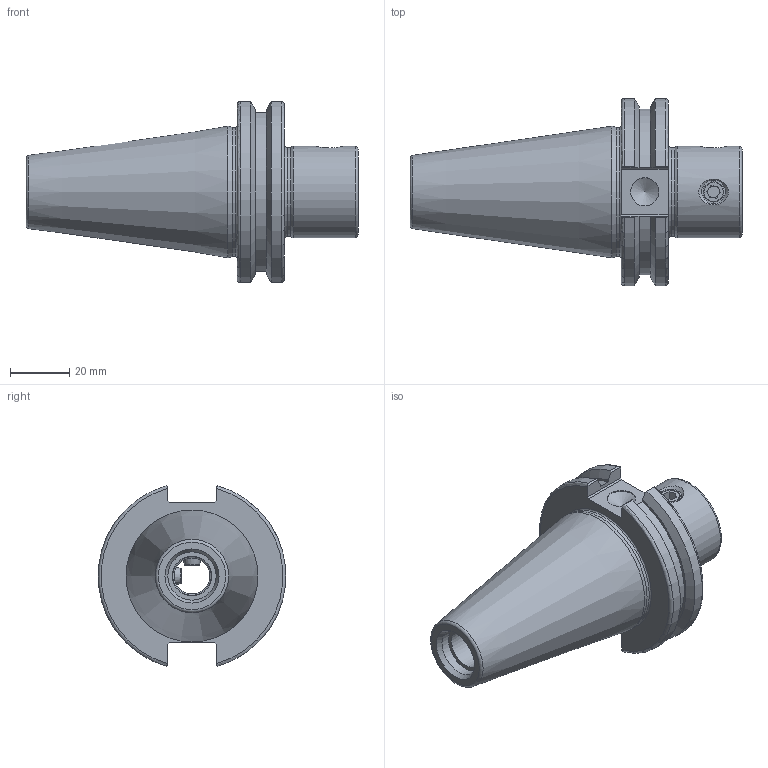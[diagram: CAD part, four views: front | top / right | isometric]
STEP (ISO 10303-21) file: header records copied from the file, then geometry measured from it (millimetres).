
FILE_DESCRIPTION(/* description */ (''),/* implementation_level */ '2;1');
FILE_NAME(/* name */ 'CAT40-S18-44.stp',/* time_stamp */ '2022-07-29T16:15:27+09:00',/* author */ ('eos'),/* organization */ (''),/* preprocessor_version */ 'ST-DEVELOPER v18.1',/* originating_system */ 'Autodesk Inventor 2022',/* authorisation */ '');
FILE_SCHEMA (('AUTOMOTIVE_DESIGN { 1 0 10303 214 3 1 1 }'));
Products named in the file (3): CAT40-S18-44; CAT50; M10x1.0x16.5L
Assembly tree (3 placements, depth 2):
  CAT40-S18-44
    CAT50
    M10x1.0x16.5L  x2
Bounding box: 112.25 x 63.26 x 61.09 mm (x, y, z)
Volume: 114557.3 mm3; surface area: 24746.1 mm2
Topology: 3 solids, 3 shells, 115 faces, 280 edges, 177 vertices
Faces by surface type: plane 59, cylinder 23, cone 21, torus 12
Full cylindrical faces by diameter (mm): 3.5 x1, 4 x2, 6.917 x2, 8 x2, 9.525 x1, 12 x1, 13 x1, 13.386 x1, 16.3 x1, 18 x1, 18.6 x1, 30 x1, 31 x1, 43.6 x1
Entity records: 3113 total; most frequent: CARTESIAN_POINT 760, DIRECTION 475, ORIENTED_EDGE 464, EDGE_CURVE 232, AXIS2_PLACEMENT_3D 183, VERTEX_POINT 150, EDGE_LOOP 110, LINE 109
